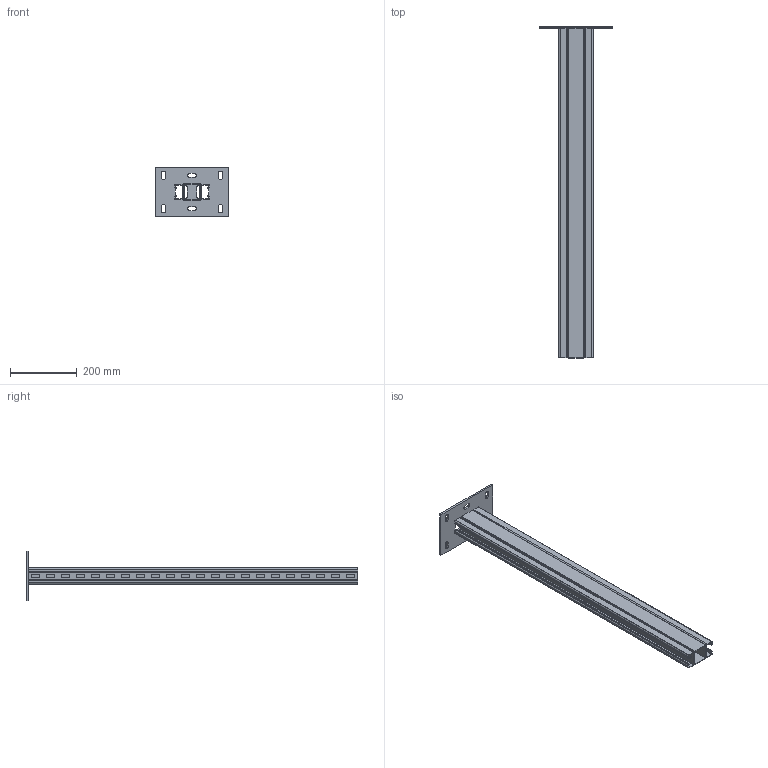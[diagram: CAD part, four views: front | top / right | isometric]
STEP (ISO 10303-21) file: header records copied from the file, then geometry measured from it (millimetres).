
FILE_DESCRIPTION (( 'STEP AP203' ), '1' );
FILE_NAME ('10-02-1432.STEP', '2013-05-02T11:49:50', ( 'asennus' ), ( '' ), 'SwSTEP 2.0', 'SolidWorks 2013', '' );
FILE_SCHEMA (( 'CONFIG_CONTROL_DESIGN' ));
Length unit declared in the file: millimetre
Products named in the file (1): 10-02-1432
Bounding box: 220 x 996 x 149 mm (x, y, z)
Volume: 991514.5 mm3; surface area: 901768.1 mm2
Topology: 4 solids, 4 shells, 396 faces, 1068 edges, 680 vertices
Faces by surface type: plane 208, cylinder 188
Entity records: 12683 total; most frequent: DIRECTION 2238, CARTESIAN_POINT 2145, ORIENTED_EDGE 2136, EDGE_CURVE 1068, AXIS2_PLACEMENT_3D 773, LINE 692, VECTOR 692, VERTEX_POINT 680
